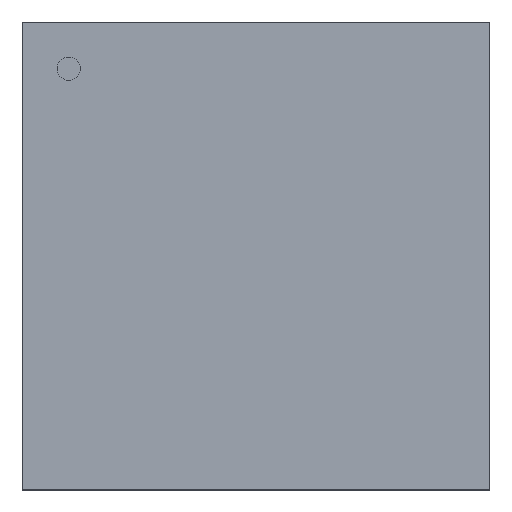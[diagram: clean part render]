
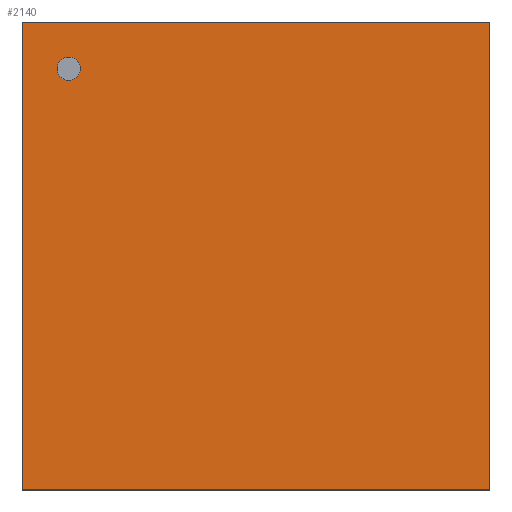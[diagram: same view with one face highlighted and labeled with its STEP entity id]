
A CAD part, top view. The second image highlights one B-rep face of the part: STEP entity #2140.
In plain terms, the highlighted planar face has unit normal (0, 0, 1).
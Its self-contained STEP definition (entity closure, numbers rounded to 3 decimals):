
#1916=CARTESIAN_POINT('',(5.004,-5.004,1.524));
#1915=VERTEX_POINT('',#1916);
#1926=CARTESIAN_POINT('',(-5.004,-5.004,1.524));
#1925=VERTEX_POINT('',#1926);
#1924=EDGE_CURVE('',#1925,#1915,#1929,.T.);
#1929=LINE('',#1926,#1931);
#1931=VECTOR('',#1932,10.008);
#1932=DIRECTION('',(1.0,0.0,0.0));
#1965=CARTESIAN_POINT('',(5.004,5.004,1.524));
#1964=VERTEX_POINT('',#1965);
#1973=EDGE_CURVE('',#1915,#1964,#1978,.T.);
#1978=LINE('',#1916,#1980);
#1980=VECTOR('',#1981,10.008);
#1981=DIRECTION('',(0.0,1.0,0.0));
#2014=CARTESIAN_POINT('',(-5.004,5.004,1.524));
#2013=VERTEX_POINT('',#2014);
#2022=EDGE_CURVE('',#1964,#2013,#2027,.T.);
#2027=LINE('',#1965,#2029);
#2029=VECTOR('',#2030,10.008);
#2030=DIRECTION('',(-1.0,0.0,0.0));
#2071=EDGE_CURVE('',#2013,#1925,#2076,.T.);
#2076=LINE('',#2014,#2078);
#2078=VECTOR('',#2079,10.008);
#2079=DIRECTION('',(0.0,-1.0,0.0));
#2140=ADVANCED_FACE('',(#2146),#2141,.T.);
#2141=PLANE('',#2142);
#2142=AXIS2_PLACEMENT_3D('',#2143,#2144,#2145);
#2143=CARTESIAN_POINT('',(-5.004,-5.004,1.524));
#2144=DIRECTION('',(0.0,0.0,1.0));
#2145=DIRECTION('',(0.,1.,0.));
#2146=FACE_OUTER_BOUND('',#2147,.T.);
#2147=EDGE_LOOP('',(#2148,#2158,#2168,#2178));
#2148=ORIENTED_EDGE('',*,*,#1924,.T.);
#2158=ORIENTED_EDGE('',*,*,#1973,.T.);
#2168=ORIENTED_EDGE('',*,*,#2022,.T.);
#2178=ORIENTED_EDGE('',*,*,#2071,.T.);
